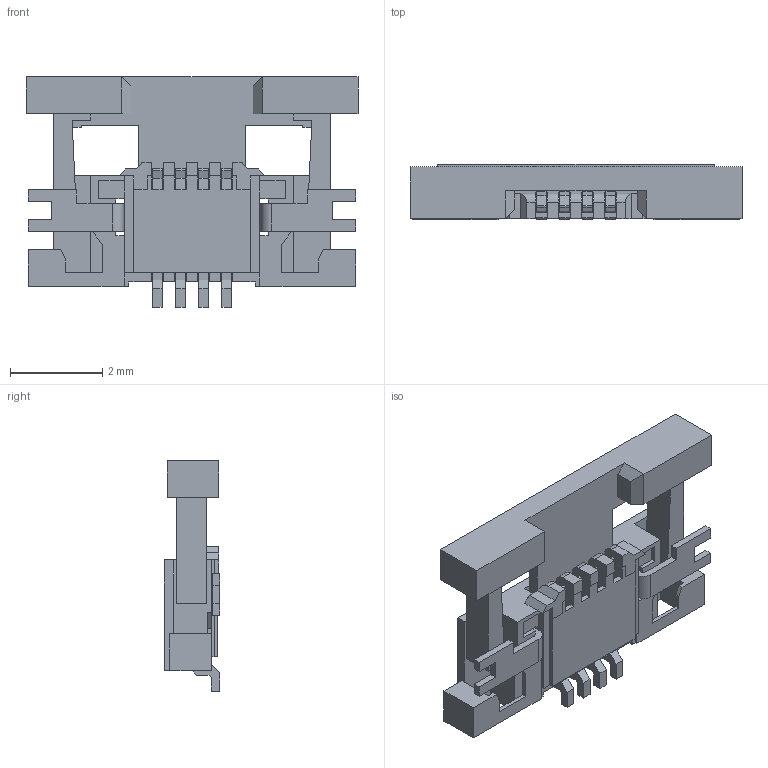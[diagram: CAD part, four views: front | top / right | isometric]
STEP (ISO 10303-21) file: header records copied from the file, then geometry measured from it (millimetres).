
FILE_DESCRIPTION((''),'2;1');
FILE_NAME('545480471','2015-07-24T',('me'),(''),'PRO/ENGINEER BY PARAMETRIC TECHNOLOGY CORPORATION, 2011490','PRO/ENGINEER BY PARAMETRIC TECHNOLOGY CORPORATION, 2011490','');
FILE_SCHEMA(('CONFIG_CONTROL_DESIGN'));
Length unit declared in the file: millimetre
Products named in the file (1): 545480471
Bounding box: 7.2 x 1.2 x 5 mm (x, y, z)
Volume: 18.6 mm3; surface area: 150.4 mm2
Topology: 1 solids, 1 shells, 377 faces, 1178 edges, 790 vertices
Faces by surface type: plane 342, cylinder 35
Entity records: 12898 total; most frequent: CARTESIAN_POINT 2329, ORIENTED_EDGE 2302, DIRECTION 1998, EDGE_CURVE 1151, VECTOR 1106, LINE 1106, VERTEX_POINT 760, AXIS2_PLACEMENT_3D 446
